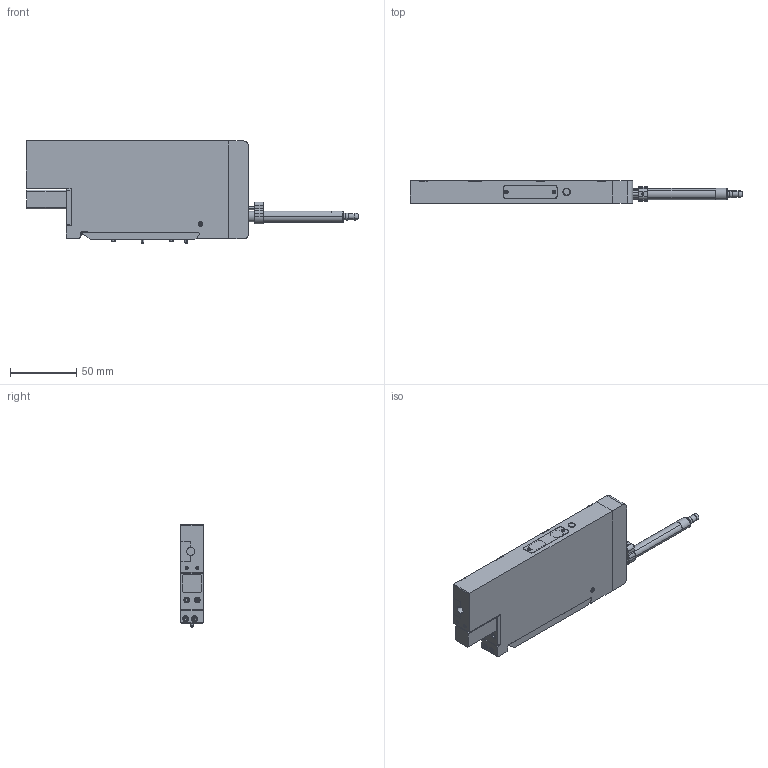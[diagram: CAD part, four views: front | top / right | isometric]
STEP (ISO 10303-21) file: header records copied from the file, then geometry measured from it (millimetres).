
FILE_DESCRIPTION (( 'STEP AP203' ), '1' );
FILE_NAME ('ADP18-00-梓袧唳.STEP', '2023-10-16T06:59:50', ( '' ), ( '' ), 'SwSTEP 2.0', 'SolidWorks 2021', '' );
FILE_SCHEMA (( 'CONFIG_CONTROL_DESIGN' ));
Length unit declared in the file: millimetre
Products named in the file (1): ADP18-00-梓袧唳
Bounding box: 250.8 x 17 x 77.5 mm (x, y, z)
Surface area: 43837 mm2 (no closed solid volume)
Topology: 0 solids, 43 shells, 514 faces, 1665 edges, 1161 vertices
Faces by surface type: plane 241, cylinder 135, cone 80, bspline 54, torus 4
Entity records: 19691 total; most frequent: CARTESIAN_POINT 5198, DIRECTION 3091, ORIENTED_EDGE 2635, EDGE_CURVE 1656, VERTEX_POINT 1160, AXIS2_PLACEMENT_3D 1067, VECTOR 957, LINE 957
